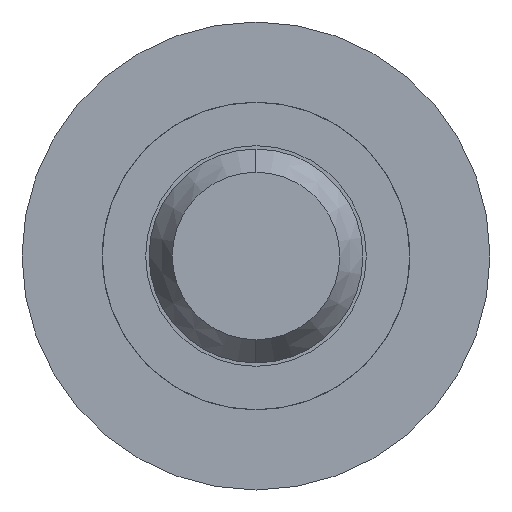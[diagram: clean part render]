
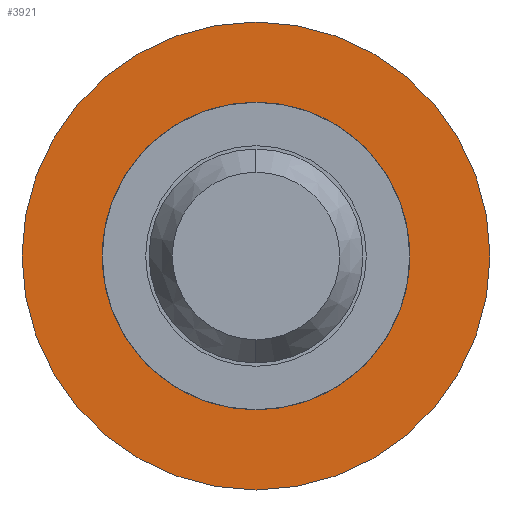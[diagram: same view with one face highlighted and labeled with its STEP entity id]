
A CAD part, front view. The second image highlights one B-rep face of the part: STEP entity #3921.
In plain terms, the highlighted planar face has unit normal (0, -1, 0).
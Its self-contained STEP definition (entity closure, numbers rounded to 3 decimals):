
#213 = DIRECTION ( 'NONE',  ( 0., 1., 0. ) ) ;
#237 = CARTESIAN_POINT ( 'NONE',  ( 0., 5.6, 1.75 ) ) ;
#500 = DIRECTION ( 'NONE',  ( 0., 1., 0. ) ) ;
#556 = CARTESIAN_POINT ( 'NONE',  ( 0., 5.6, -0.5 ) ) ;
#701 = EDGE_CURVE ( 'Defeature ausgef�hrt1_23+Defeature ausgef�hrt1_22+Defeature ausgef�hrt1_22+Defeature ausgef�hrt1_22', #2716, #3927, #2107, .T. ) ;
#710 = AXIS2_PLACEMENT_3D ( 'NONE', #3427, #957, #1306 ) ;
#801 = CARTESIAN_POINT ( 'NONE',  ( 0., 5.6, 0. ) ) ;
#940 = DIRECTION ( 'NONE',  ( 0., 1., 0. ) ) ;
#957 = DIRECTION ( 'NONE',  ( 0., 1., 0. ) ) ;
#966 = CIRCLE ( 'NONE', #2763, 0.5 ) ;
#1113 = ORIENTED_EDGE ( 'NONE', *, *, #3197, .T. ) ;
#1244 = DIRECTION ( 'NONE',  ( 0., 0., 1. ) ) ;
#1306 = DIRECTION ( 'NONE',  ( 0., 0., 1. ) ) ;
#1444 = AXIS2_PLACEMENT_3D ( 'NONE', #2090, #213, #3085 ) ;
#1589 = CARTESIAN_POINT ( 'NONE',  ( 0., 5.6, -1.75 ) ) ;
#1679 = ORIENTED_EDGE ( 'NONE', *, *, #701, .F. ) ;
#1744 = DIRECTION ( 'NONE',  ( 0., 0., 1. ) ) ;
#1793 = VERTEX_POINT ( 'NONE', #556 ) ;
#1883 = CIRCLE ( 'NONE', #1444, 0.5 ) ;
#2077 = ORIENTED_EDGE ( 'NONE', *, *, #3949, .F. ) ;
#2090 = CARTESIAN_POINT ( 'NONE',  ( 0., 5.6, 0. ) ) ;
#2106 = CARTESIAN_POINT ( 'NONE',  ( 0., 5.6, 0. ) ) ;
#2107 = CIRCLE ( 'NONE', #3175, 1.75 ) ;
#2247 = EDGE_LOOP ( 'NONE', ( #1679, #2077 ) ) ;
#2554 = PLANE ( 'NONE',  #710 ) ;
#2566 = CARTESIAN_POINT ( 'NONE',  ( 0., 5.6, 0.5 ) ) ;
#2716 = VERTEX_POINT ( 'NONE', #237 ) ;
#2763 = AXIS2_PLACEMENT_3D ( 'NONE', #801, #500, #1744 ) ;
#2802 = FACE_OUTER_BOUND ( 'NONE', #2247, .T. ) ;
#3002 = VERTEX_POINT ( 'NONE', #2566 ) ;
#3023 = DIRECTION ( 'NONE',  ( 0., 0., 1. ) ) ;
#3085 = DIRECTION ( 'NONE',  ( 0., 0., 1. ) ) ;
#3086 = ORIENTED_EDGE ( 'NONE', *, *, #3857, .T. ) ;
#3112 = CARTESIAN_POINT ( 'NONE',  ( 0., 5.6, 0. ) ) ;
#3175 = AXIS2_PLACEMENT_3D ( 'NONE', #2106, #3361, #3023 ) ;
#3176 = EDGE_LOOP ( 'NONE', ( #3086, #1113 ) ) ;
#3197 = EDGE_CURVE ( 'Defeature ausgef�hrt1_22+Defeature ausgef�hrt1_25+Defeature ausgef�hrt1_25+Defeature ausgef�hrt1_25', #1793, #3002, #966, .T. ) ;
#3300 = FACE_BOUND ( 'NONE', #3176, .T. ) ;
#3361 = DIRECTION ( 'NONE',  ( 0., 1., 0. ) ) ;
#3427 = CARTESIAN_POINT ( 'NONE',  ( 1.75, 5.6, 0. ) ) ;
#3488 = CIRCLE ( 'NONE', #3913, 1.75 ) ;
#3857 = EDGE_CURVE ( 'Defeature ausgef�hrt1_22+Defeature ausgef�hrt1_25+Defeature ausgef�hrt1_25+Defeature ausgef�hrt1_25', #3002, #1793, #1883, .T. ) ;
#3913 = AXIS2_PLACEMENT_3D ( 'NONE', #3112, #940, #1244 ) ;
#3921 = ADVANCED_FACE ( 'Defeature ausgef�hrt1_22', ( #2802, #3300 ), #2554, .F. ) ;
#3927 = VERTEX_POINT ( 'NONE', #1589 ) ;
#3949 = EDGE_CURVE ( 'Defeature ausgef�hrt1_23+Defeature ausgef�hrt1_22+Defeature ausgef�hrt1_22+Defeature ausgef�hrt1_22', #3927, #2716, #3488, .T. ) ;
